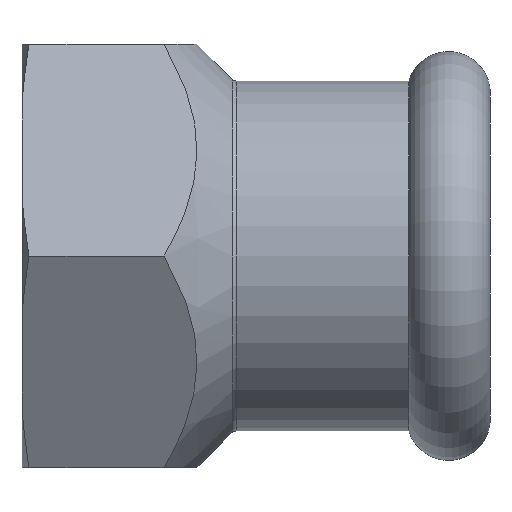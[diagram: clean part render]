
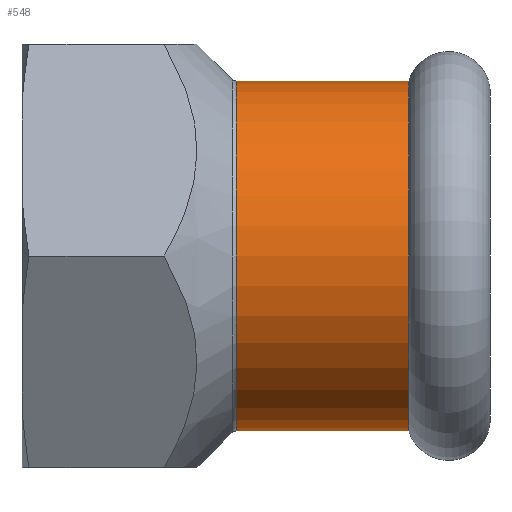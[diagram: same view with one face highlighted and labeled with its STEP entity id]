
A CAD part, left-side view. The second image highlights one B-rep face of the part: STEP entity #548.
In plain terms, the highlighted cylindrical face has radius 15.7 mm (diameter 31.4 mm), a full revolution.
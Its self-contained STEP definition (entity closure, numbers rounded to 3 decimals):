
#69=LINE('',#981,#91);
#91=VECTOR('',#755,15.7);
#100=CYLINDRICAL_SURFACE('',#622,15.7);
#123=FACE_OUTER_BOUND('',#154,.T.);
#154=EDGE_LOOP('',(#456,#457,#458,#459,#460,#461));
#169=CIRCLE('',#582,15.7);
#170=CIRCLE('',#583,15.7);
#188=CIRCLE('',#616,15.7);
#192=CIRCLE('',#620,15.7);
#213=VERTEX_POINT('',#829);
#214=VERTEX_POINT('',#830);
#249=VERTEX_POINT('',#969);
#250=VERTEX_POINT('',#970);
#271=EDGE_CURVE('',#213,#214,#169,.T.);
#272=EDGE_CURVE('',#214,#213,#170,.T.);
#322=EDGE_CURVE('',#249,#250,#188,.T.);
#326=EDGE_CURVE('',#250,#249,#192,.T.);
#328=EDGE_CURVE('',#250,#214,#69,.T.);
#456=ORIENTED_EDGE('',*,*,#322,.F.);
#457=ORIENTED_EDGE('',*,*,#326,.F.);
#458=ORIENTED_EDGE('',*,*,#328,.T.);
#459=ORIENTED_EDGE('',*,*,#272,.T.);
#460=ORIENTED_EDGE('',*,*,#271,.T.);
#461=ORIENTED_EDGE('',*,*,#328,.F.);
#548=ADVANCED_FACE('',(#123),#100,.T.);
#582=AXIS2_PLACEMENT_3D('',#831,#659,#660);
#583=AXIS2_PLACEMENT_3D('',#832,#661,#662);
#616=AXIS2_PLACEMENT_3D('',#971,#740,#741);
#620=AXIS2_PLACEMENT_3D('',#977,#748,#749);
#622=AXIS2_PLACEMENT_3D('',#980,#753,#754);
#659=DIRECTION('center_axis',(0.,1.,0.));
#660=DIRECTION('ref_axis',(0.,0.,1.));
#661=DIRECTION('center_axis',(0.,1.,0.));
#662=DIRECTION('ref_axis',(0.,0.,1.));
#740=DIRECTION('center_axis',(0.,1.,0.));
#741=DIRECTION('ref_axis',(0.,0.,-1.));
#748=DIRECTION('center_axis',(0.,1.,0.));
#749=DIRECTION('ref_axis',(0.,0.,-1.));
#753=DIRECTION('center_axis',(0.,1.,0.));
#754=DIRECTION('ref_axis',(0.,0.,1.));
#755=DIRECTION('',(0.,-1.,0.));
#829=CARTESIAN_POINT('',(0.,7.297,15.7));
#830=CARTESIAN_POINT('',(0.,7.297,-15.7));
#831=CARTESIAN_POINT('Origin',(0.,7.297,0.));
#832=CARTESIAN_POINT('Origin',(0.,7.297,0.));
#969=CARTESIAN_POINT('',(0.,22.793,15.7));
#970=CARTESIAN_POINT('',(0.,22.793,-15.7));
#971=CARTESIAN_POINT('Origin',(0.,22.793,0.));
#977=CARTESIAN_POINT('Origin',(0.,22.793,0.));
#980=CARTESIAN_POINT('Origin',(0.,15.149,0.));
#981=CARTESIAN_POINT('',(0.,15.149,-15.7));
